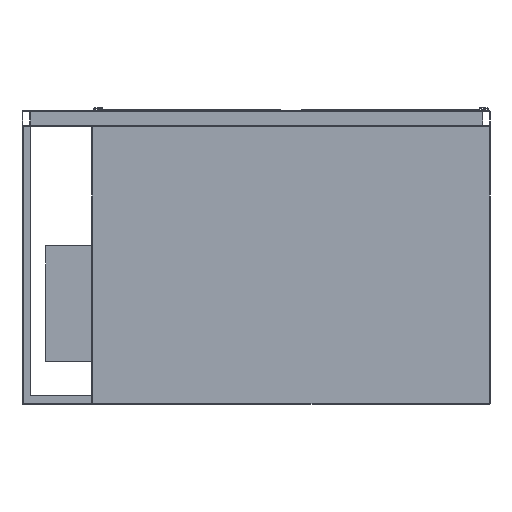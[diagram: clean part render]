
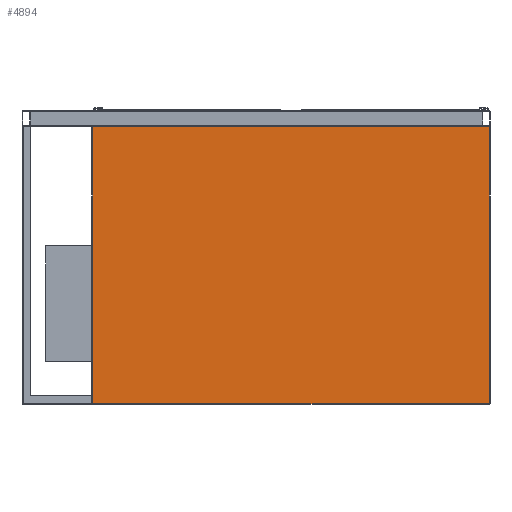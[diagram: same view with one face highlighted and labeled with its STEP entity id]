
A CAD part, front view. The second image highlights one B-rep face of the part: STEP entity #4894.
In plain terms, the highlighted planar face has unit normal (0, -1, 0).
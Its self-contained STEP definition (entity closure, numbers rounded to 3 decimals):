
#38 = EDGE_LOOP ( 'NONE', ( #7441, #17235, #4962, #8975 ) ) ;
#1087 = LINE ( 'NONE', #5406, #17853 ) ;
#2127 = CARTESIAN_POINT ( 'NONE',  ( -515., -355., -42. ) ) ;
#2466 = DIRECTION ( 'NONE',  ( 0., 0., -1. ) ) ;
#3943 = FACE_OUTER_BOUND ( 'NONE', #38, .T. ) ;
#4651 = CARTESIAN_POINT ( 'NONE',  ( -513., -355., -760. ) ) ;
#4894 = ADVANCED_FACE ( 'Fl�che8', ( #3943 ), #14167, .T. ) ;
#4962 = ORIENTED_EDGE ( 'NONE', *, *, #6714, .T. ) ;
#5406 = CARTESIAN_POINT ( 'NONE',  ( -515., -355., -758. ) ) ;
#5748 = DIRECTION ( 'NONE',  ( 0., 0., 1. ) ) ;
#6714 = EDGE_CURVE ( 'NONE', #14658, #8317, #1087, .T. ) ;
#7396 = VERTEX_POINT ( 'NONE', #12256 ) ;
#7441 = ORIENTED_EDGE ( 'NONE', *, *, #8767, .T. ) ;
#7574 = VECTOR ( 'NONE', #11731, 1000. ) ;
#8317 = VERTEX_POINT ( 'NONE', #8530 ) ;
#8530 = CARTESIAN_POINT ( 'NONE',  ( 513., -355., -758. ) ) ;
#8708 = CARTESIAN_POINT ( 'NONE',  ( -513., -355., -42. ) ) ;
#8767 = EDGE_CURVE ( 'NONE', #7396, #13206, #11558, .T. ) ;
#8975 = ORIENTED_EDGE ( 'NONE', *, *, #10836, .T. ) ;
#9721 = DIRECTION ( 'NONE',  ( 0., -1., 0. ) ) ;
#10082 = DIRECTION ( 'NONE',  ( -1., 0., 0. ) ) ;
#10363 = LINE ( 'NONE', #16373, #18255 ) ;
#10449 = LINE ( 'NONE', #4651, #7574 ) ;
#10836 = EDGE_CURVE ( 'NONE', #8317, #7396, #10363, .T. ) ;
#10866 = CARTESIAN_POINT ( 'NONE',  ( -513., -355., -758. ) ) ;
#11022 = CARTESIAN_POINT ( 'NONE',  ( -515., -355., -760. ) ) ;
#11558 = LINE ( 'NONE', #2127, #14809 ) ;
#11731 = DIRECTION ( 'NONE',  ( 0., 0., -1. ) ) ;
#12256 = CARTESIAN_POINT ( 'NONE',  ( 513., -355., -42. ) ) ;
#12693 = DIRECTION ( 'NONE',  ( 1., 0., 0. ) ) ;
#12912 = AXIS2_PLACEMENT_3D ( 'NONE', #11022, #9721, #2466 ) ;
#13206 = VERTEX_POINT ( 'NONE', #8708 ) ;
#14167 = PLANE ( 'NONE',  #12912 ) ;
#14658 = VERTEX_POINT ( 'NONE', #10866 ) ;
#14809 = VECTOR ( 'NONE', #10082, 1000. ) ;
#16373 = CARTESIAN_POINT ( 'NONE',  ( 513., -355., -760. ) ) ;
#17235 = ORIENTED_EDGE ( 'NONE', *, *, #18274, .T. ) ;
#17853 = VECTOR ( 'NONE', #12693, 1000. ) ;
#18255 = VECTOR ( 'NONE', #5748, 1000. ) ;
#18274 = EDGE_CURVE ( 'NONE', #13206, #14658, #10449, .T. ) ;
